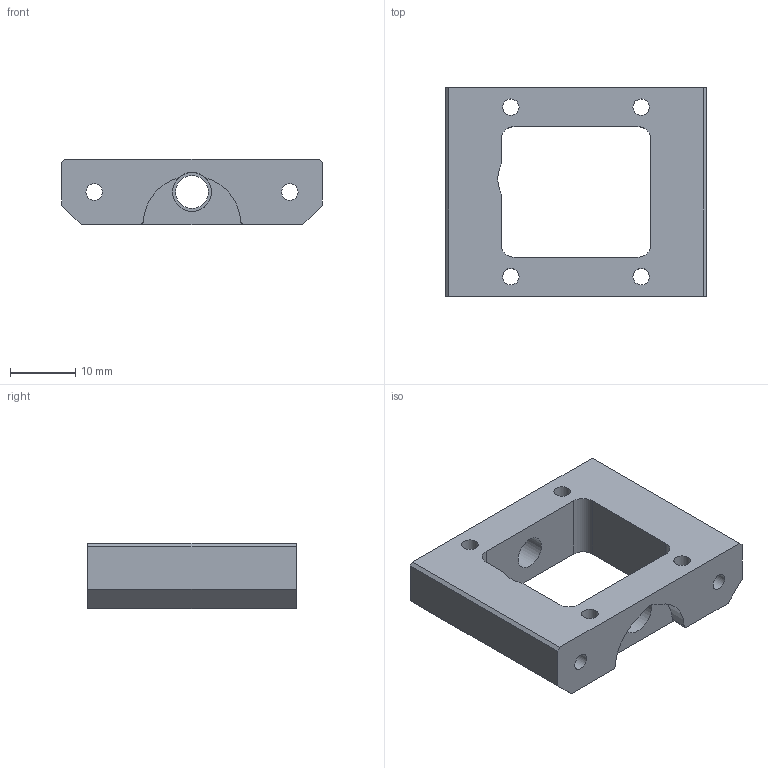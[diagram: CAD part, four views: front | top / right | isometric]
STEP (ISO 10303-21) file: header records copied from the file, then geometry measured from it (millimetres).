
FILE_DESCRIPTION(/* description */ (''),/* implementation_level */ '2;1');
FILE_NAME(/* name */ 'TC-RECIEVER-V6 1.4.step',/* time_stamp */ '2019-04-11T09:50:45+01:00',/* author */ ('gregY6MPL'),/* organization */ (''),/* preprocessor_version */ 'ST-DEVELOPER v18',/* originating_system */ 'Autodesk Translation Framework v8.2.0.1029',/* authorisation */ '');
FILE_SCHEMA (('AUTOMOTIVE_DESIGN { 1 0 10303 214 3 1 1 }'));
Length unit declared in the file: millimetre
Products named in the file (2): TC-RECIEVER-V6; TC-V6-DOCK
Assembly tree (1 placements, depth 2):
  TC-RECIEVER-V6
    TC-V6-DOCK
Bounding box: 40 x 32 x 10 mm (x, y, z)
Volume: 6467.4 mm3; surface area: 4846.7 mm2
Topology: 1 solids, 1 shells, 43 faces, 123 edges, 81 vertices
Faces by surface type: cylinder 23, plane 16, cone 4
Full cylindrical faces by diameter (mm): 2.529 x6, 4.1 x2, 5.035 x1, 6 x1
Entity records: 1531 total; most frequent: DIRECTION 270, CARTESIAN_POINT 251, ORIENTED_EDGE 246, EDGE_CURVE 123, AXIS2_PLACEMENT_3D 100, VERTEX_POINT 81, LINE 70, VECTOR 70
